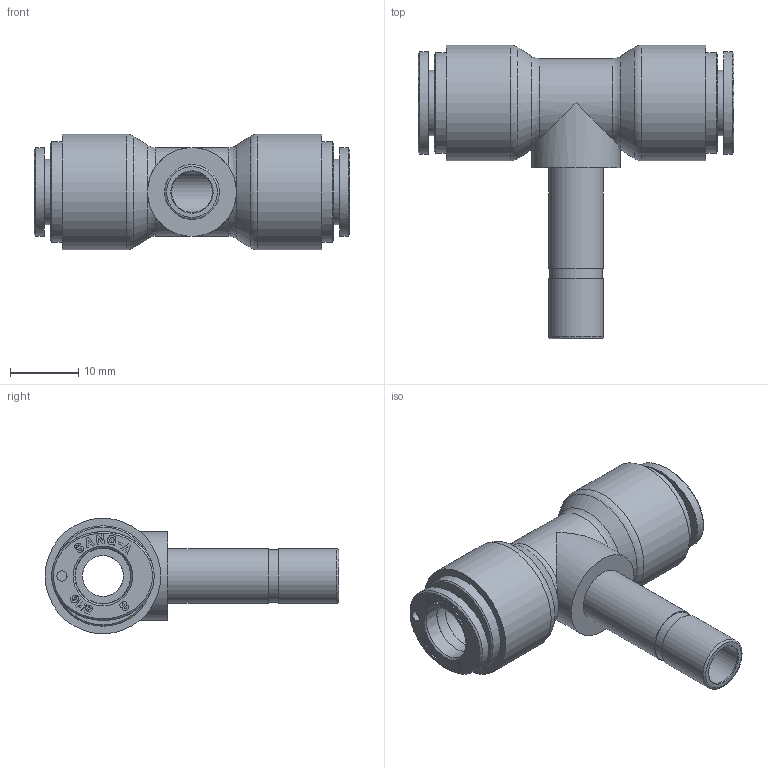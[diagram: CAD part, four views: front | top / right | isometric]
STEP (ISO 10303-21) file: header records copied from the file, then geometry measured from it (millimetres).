
FILE_DESCRIPTION((''),'2;1');
FILE_NAME('CR-PTJ 08.stp','2020-08-25T14:20:22',('user'),(''),'Autodesk Inventor 2013','Autodesk Inventor 2013','');
FILE_SCHEMA(('AUTOMOTIVE_DESIGN { 1 0 10303 214 1 1 1 1 }'));
Length unit declared in the file: millimetre
Products named in the file (5): 조립품14; CR-PTJ 08 BODY; CR-COLLAR 08; HR-Collar 08L(SUS); CR-SLEEVE 08
Assembly tree (5 placements, depth 3):
  조립품14
    CR-PTJ 08 BODY
    CR-COLLAR 08  x2
      HR-Collar 08L(SUS)
      CR-SLEEVE 08
Bounding box: 46.2 x 42.95 x 16.9 mm (x, y, z)
Volume: 7013.9 mm3; surface area: 5954.3 mm2
Topology: 5 solids, 5 shells, 773 faces, 2160 edges, 1438 vertices
Faces by surface type: plane 686, bspline 40, cylinder 31, cone 11, torus 5
Full cylindrical faces by diameter (mm): 1.5 x2, 6 x2, 7.7 x1, 8 x2, 8.2 x4, 9.6 x2, 13 x1, 14.7 x2, 16.9 x2
Entity records: 12949 total; most frequent: CARTESIAN_POINT 2681, ORIENTED_EDGE 2156, DIRECTION 1943, EDGE_CURVE 1078, VECTOR 975, LINE 975, VERTEX_POINT 732, AXIS2_PLACEMENT_3D 484
